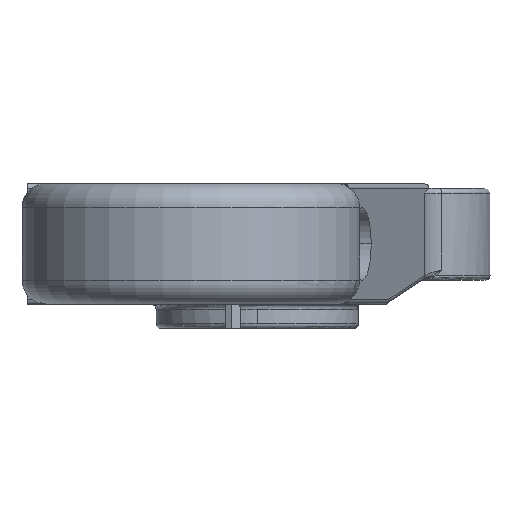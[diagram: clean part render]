
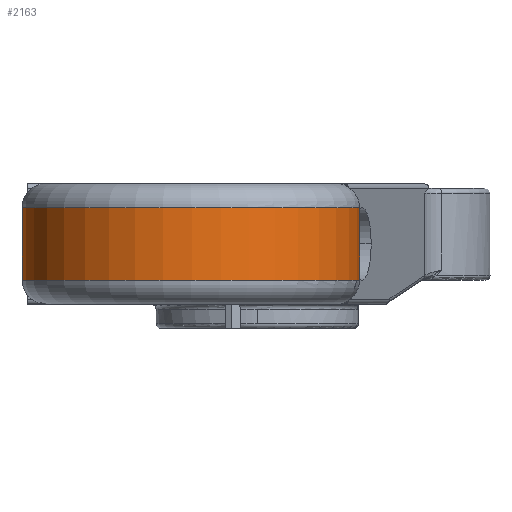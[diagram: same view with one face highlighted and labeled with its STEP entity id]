
A CAD part, left-side view. The second image highlights one B-rep face of the part: STEP entity #2163.
In plain terms, the highlighted cylindrical face has radius 35 mm (diameter 70 mm), a partial arc.
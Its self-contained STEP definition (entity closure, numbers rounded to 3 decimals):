
#670 = DIRECTION ( 'NONE',  ( 0., 0., -1. ) ) ;
#2077 = ORIENTED_EDGE ( 'NONE', *, *, #8854, .T. ) ;
#2163 = ADVANCED_FACE ( 'NONE', ( #9827 ), #10853, .T. ) ;
#3280 = CARTESIAN_POINT ( 'NONE',  ( -91.519, 3.267, -30. ) ) ;
#4602 = VERTEX_POINT ( 'NONE', #5330 ) ;
#4859 = ORIENTED_EDGE ( 'NONE', *, *, #11652, .T. ) ;
#5330 = CARTESIAN_POINT ( 'NONE',  ( -91.519, 3.267, -20. ) ) ;
#6740 = ORIENTED_EDGE ( 'NONE', *, *, #15718, .T. ) ;
#6924 = EDGE_LOOP ( 'NONE', ( #2077, #9531, #6740, #4859 ) ) ;
#7463 = EDGE_CURVE ( 'NONE', #4602, #13231, #9805, .T. ) ;
#7837 = CARTESIAN_POINT ( 'NONE',  ( -91.519, 3.267, -5. ) ) ;
#7866 = CARTESIAN_POINT ( 'NONE',  ( -76.918, 60.386, -20. ) ) ;
#7915 = AXIS2_PLACEMENT_3D ( 'NONE', #16248, #9461, #21422 ) ;
#8854 = EDGE_CURVE ( 'NONE', #15579, #4602, #14212, .T. ) ;
#9461 = DIRECTION ( 'NONE',  ( 0., 0., 1. ) ) ;
#9531 = ORIENTED_EDGE ( 'NONE', *, *, #7463, .T. ) ;
#9805 = LINE ( 'NONE', #3280, #17795 ) ;
#9827 = FACE_OUTER_BOUND ( 'NONE', #6924, .T. ) ;
#10452 = DIRECTION ( 'NONE',  ( 0., 0., 1. ) ) ;
#10853 = CYLINDRICAL_SURFACE ( 'NONE', #7915, 35. ) ;
#11574 = CARTESIAN_POINT ( 'NONE',  ( -102.5, 36.5, -5. ) ) ;
#11605 = VECTOR ( 'NONE', #670, 1000. ) ;
#11652 = EDGE_CURVE ( 'NONE', #13776, #15579, #16130, .T. ) ;
#11711 = DIRECTION ( 'NONE',  ( 1., 0., 0. ) ) ;
#12518 = AXIS2_PLACEMENT_3D ( 'NONE', #20857, #10452, #19301 ) ;
#13231 = VERTEX_POINT ( 'NONE', #7837 ) ;
#13406 = AXIS2_PLACEMENT_3D ( 'NONE', #11574, #21959, #11711 ) ;
#13418 = DIRECTION ( 'NONE',  ( 0., 0., 1. ) ) ;
#13776 = VERTEX_POINT ( 'NONE', #19741 ) ;
#14212 = CIRCLE ( 'NONE', #12518, 35. ) ;
#15579 = VERTEX_POINT ( 'NONE', #7866 ) ;
#15718 = EDGE_CURVE ( 'NONE', #13231, #13776, #20278, .T. ) ;
#16130 = LINE ( 'NONE', #17607, #11605 ) ;
#16248 = CARTESIAN_POINT ( 'NONE',  ( -102.5, 36.5, -30. ) ) ;
#17607 = CARTESIAN_POINT ( 'NONE',  ( -76.918, 60.386, -30. ) ) ;
#17795 = VECTOR ( 'NONE', #13418, 1000. ) ;
#19301 = DIRECTION ( 'NONE',  ( 1., 0., 0. ) ) ;
#19741 = CARTESIAN_POINT ( 'NONE',  ( -76.918, 60.386, -5. ) ) ;
#20278 = CIRCLE ( 'NONE', #13406, 35. ) ;
#20857 = CARTESIAN_POINT ( 'NONE',  ( -102.5, 36.5, -20. ) ) ;
#21422 = DIRECTION ( 'NONE',  ( 1., 0., 0. ) ) ;
#21959 = DIRECTION ( 'NONE',  ( 0., 0., -1. ) ) ;
